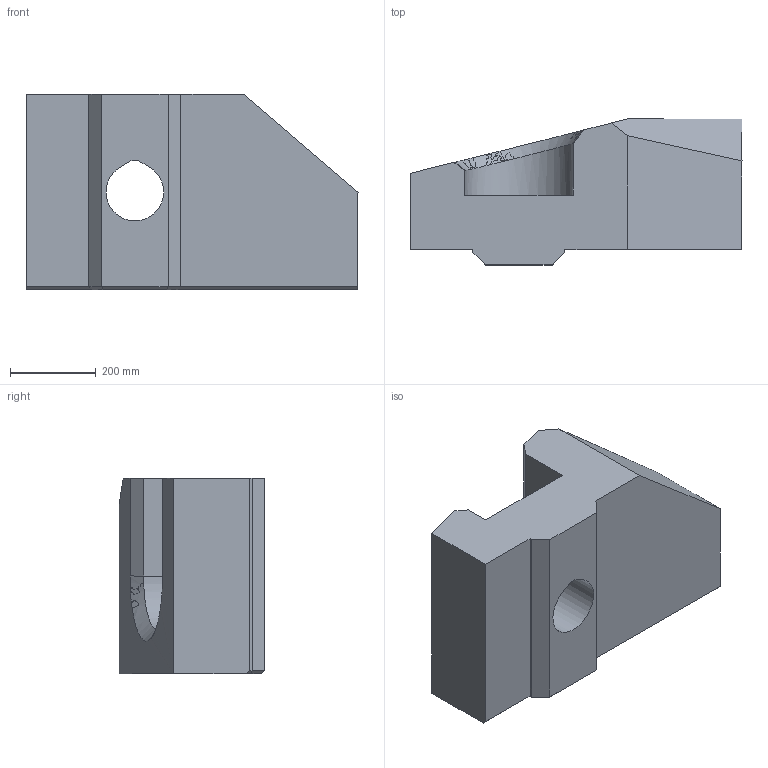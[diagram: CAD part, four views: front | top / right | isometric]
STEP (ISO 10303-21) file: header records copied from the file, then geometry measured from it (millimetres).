
FILE_DESCRIPTION(/* description */ (''),/* implementation_level */ '2;1');
FILE_NAME(/* name */ 'lower mount.step',/* time_stamp */ '2025-06-21T04:07:36+05:30',/* author */ (''),/* organization */ (''),/* preprocessor_version */ 'ST-DEVELOPER v20.1',/* originating_system */ 'Autodesk Translation Framework v14.10.0.0',/* authorisation */ '');
FILE_SCHEMA (('AUTOMOTIVE_DESIGN { 1 0 10303 214 3 1 1 }'));
Length unit declared in the file: millimetre
Products named in the file (1): lower mount
Bounding box: 774.7 x 340.36 x 457.2 mm (x, y, z)
Surface area: 1454727.4 mm2 (no closed solid volume)
Topology: 0 solids, 3 shells, 86 faces, 237 edges, 157 vertices
Faces by surface type: plane 65, cone 9, bspline 6, cylinder 5, torus 1
Full cylindrical faces by diameter (mm): 83.82 x2
Entity records: 3524 total; most frequent: CARTESIAN_POINT 1394, ORIENTED_EDGE 472, DIRECTION 371, EDGE_CURVE 237, LINE 163, VECTOR 163, VERTEX_POINT 157, AXIS2_PLACEMENT_3D 104
